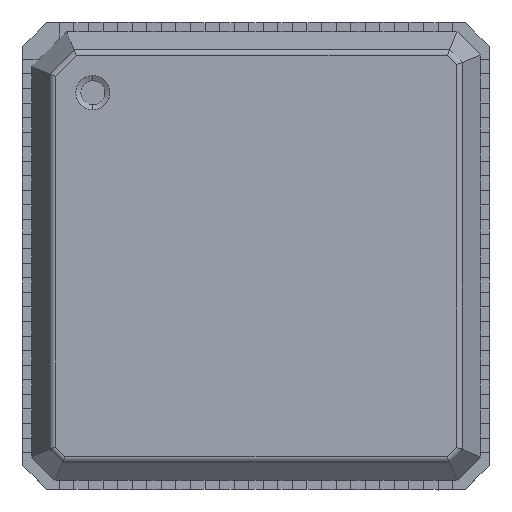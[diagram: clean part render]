
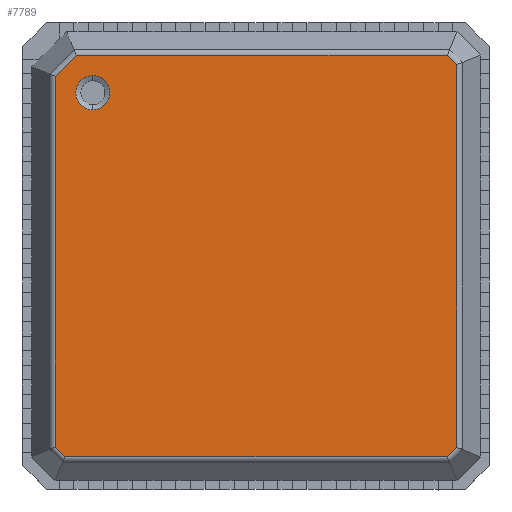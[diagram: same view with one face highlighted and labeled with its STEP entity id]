
A CAD part, top view. The second image highlights one B-rep face of the part: STEP entity #7789.
In plain terms, the highlighted planar face has unit normal (0, 0, 1).
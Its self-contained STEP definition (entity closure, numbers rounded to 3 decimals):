
#612 = VERTEX_POINT('',#613);
#613 = CARTESIAN_POINT('',(-2.8,2.507,0.95));
#619 = EDGE_CURVE('',#620,#612,#622,.T.);
#620 = VERTEX_POINT('',#621);
#621 = CARTESIAN_POINT('',(-2.8,3.093,0.95));
#622 = CIRCLE('',#623,0.293);
#623 = AXIS2_PLACEMENT_3D('',#624,#625,#626);
#624 = CARTESIAN_POINT('',(-2.8,2.8,0.95));
#625 = DIRECTION('',(0.,0.,1.));
#626 = DIRECTION('',(0.,-1.,0.));
#7789 = ADVANCED_FACE('',(#7790,#7856),#7866,.F.);
#7790 = FACE_BOUND('',#7791,.T.);
#7791 = EDGE_LOOP('',(#7792,#7802,#7810,#7818,#7826,#7834,#7842,#7850));
#7792 = ORIENTED_EDGE('',*,*,#7793,.T.);
#7793 = EDGE_CURVE('',#7794,#7796,#7798,.T.);
#7794 = VERTEX_POINT('',#7795);
#7795 = CARTESIAN_POINT('',(3.283,3.446,0.95));
#7796 = VERTEX_POINT('',#7797);
#7797 = CARTESIAN_POINT('',(-3.083,3.446,0.95));
#7798 = LINE('',#7799,#7800);
#7799 = CARTESIAN_POINT('',(3.85,3.446,0.95));
#7800 = VECTOR('',#7801,1.);
#7801 = DIRECTION('',(-1.,0.,0.));
#7802 = ORIENTED_EDGE('',*,*,#7803,.T.);
#7803 = EDGE_CURVE('',#7796,#7804,#7806,.T.);
#7804 = VERTEX_POINT('',#7805);
#7805 = CARTESIAN_POINT('',(-3.446,3.083,0.95));
#7806 = LINE('',#7807,#7808);
#7807 = CARTESIAN_POINT('',(-3.264,3.264,0.95));
#7808 = VECTOR('',#7809,1.);
#7809 = DIRECTION('',(-0.707,-0.707,0.));
#7810 = ORIENTED_EDGE('',*,*,#7811,.T.);
#7811 = EDGE_CURVE('',#7804,#7812,#7814,.T.);
#7812 = VERTEX_POINT('',#7813);
#7813 = CARTESIAN_POINT('',(-3.446,-3.283,0.95));
#7814 = LINE('',#7815,#7816);
#7815 = CARTESIAN_POINT('',(-3.446,-3.85,0.95));
#7816 = VECTOR('',#7817,1.);
#7817 = DIRECTION('',(0.,-1.,0.));
#7818 = ORIENTED_EDGE('',*,*,#7819,.T.);
#7819 = EDGE_CURVE('',#7812,#7820,#7822,.T.);
#7820 = VERTEX_POINT('',#7821);
#7821 = CARTESIAN_POINT('',(-3.283,-3.446,0.95));
#7822 = LINE('',#7823,#7824);
#7823 = CARTESIAN_POINT('',(0.486,-7.214,0.95));
#7824 = VECTOR('',#7825,1.);
#7825 = DIRECTION('',(0.707,-0.707,0.));
#7826 = ORIENTED_EDGE('',*,*,#7827,.T.);
#7827 = EDGE_CURVE('',#7820,#7828,#7830,.T.);
#7828 = VERTEX_POINT('',#7829);
#7829 = CARTESIAN_POINT('',(3.283,-3.446,0.95));
#7830 = LINE('',#7831,#7832);
#7831 = CARTESIAN_POINT('',(3.85,-3.446,0.95));
#7832 = VECTOR('',#7833,1.);
#7833 = DIRECTION('',(1.,0.,0.));
#7834 = ORIENTED_EDGE('',*,*,#7835,.T.);
#7835 = EDGE_CURVE('',#7828,#7836,#7838,.T.);
#7836 = VERTEX_POINT('',#7837);
#7837 = CARTESIAN_POINT('',(3.446,-3.283,0.95));
#7838 = LINE('',#7839,#7840);
#7839 = CARTESIAN_POINT('',(3.364,-3.364,0.95));
#7840 = VECTOR('',#7841,1.);
#7841 = DIRECTION('',(0.707,0.707,0.));
#7842 = ORIENTED_EDGE('',*,*,#7843,.T.);
#7843 = EDGE_CURVE('',#7836,#7844,#7846,.T.);
#7844 = VERTEX_POINT('',#7845);
#7845 = CARTESIAN_POINT('',(3.446,3.283,0.95));
#7846 = LINE('',#7847,#7848);
#7847 = CARTESIAN_POINT('',(3.446,-3.85,0.95));
#7848 = VECTOR('',#7849,1.);
#7849 = DIRECTION('',(0.,1.,0.));
#7850 = ORIENTED_EDGE('',*,*,#7851,.T.);
#7851 = EDGE_CURVE('',#7844,#7794,#7852,.T.);
#7852 = LINE('',#7853,#7854);
#7853 = CARTESIAN_POINT('',(7.214,-0.486,0.95));
#7854 = VECTOR('',#7855,1.);
#7855 = DIRECTION('',(-0.707,0.707,0.));
#7856 = FACE_BOUND('',#7857,.T.);
#7857 = EDGE_LOOP('',(#7858,#7865));
#7858 = ORIENTED_EDGE('',*,*,#7859,.F.);
#7859 = EDGE_CURVE('',#612,#620,#7860,.T.);
#7860 = CIRCLE('',#7861,0.293);
#7861 = AXIS2_PLACEMENT_3D('',#7862,#7863,#7864);
#7862 = CARTESIAN_POINT('',(-2.8,2.8,0.95));
#7863 = DIRECTION('',(0.,0.,1.));
#7864 = DIRECTION('',(0.,-1.,0.));
#7865 = ORIENTED_EDGE('',*,*,#619,.F.);
#7866 = PLANE('',#7867);
#7867 = AXIS2_PLACEMENT_3D('',#7868,#7869,#7870);
#7868 = CARTESIAN_POINT('',(3.85,-3.85,0.95));
#7869 = DIRECTION('',(0.,0.,-1.));
#7870 = DIRECTION('',(0.,1.,0.));
